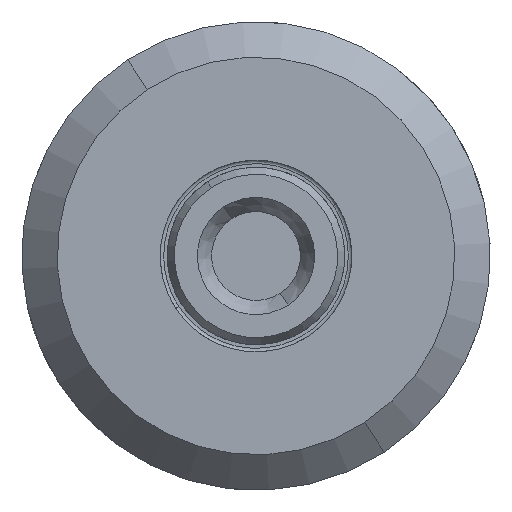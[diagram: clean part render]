
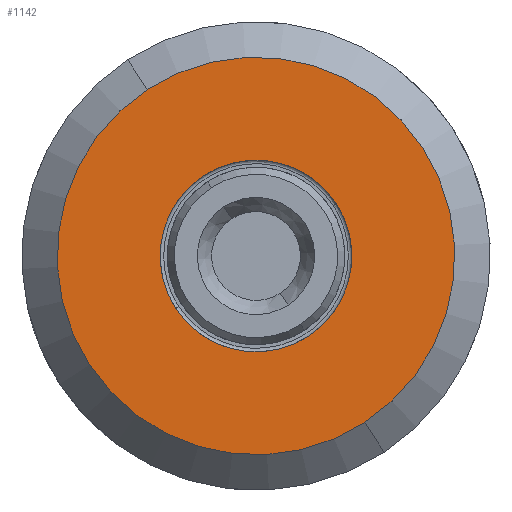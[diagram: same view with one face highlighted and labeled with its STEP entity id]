
A CAD part, front view. The second image highlights one B-rep face of the part: STEP entity #1142.
In plain terms, the highlighted planar face has unit normal (0, -1, 0).
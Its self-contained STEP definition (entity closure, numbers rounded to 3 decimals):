
#30 = AXIS2_PLACEMENT_3D ( 'NONE', #1615, #1880, #1284 ) ;
#45 = CARTESIAN_POINT ( 'NONE',  ( 19.046, 35., 12.443 ) ) ;
#47 = AXIS2_PLACEMENT_3D ( 'NONE', #511, #671, #663 ) ;
#54 = CARTESIAN_POINT ( 'NONE',  ( -11.302, 35., -7.384 ) ) ;
#199 = DIRECTION ( 'NONE',  ( 0.547, 0., -0.837 ) ) ;
#262 = ORIENTED_EDGE ( 'NONE', *, *, #1755, .T. ) ;
#333 = CARTESIAN_POINT ( 'NONE',  ( -15.314, 35., 23.441 ) ) ;
#468 = DIRECTION ( 'NONE',  ( 0., -1., 0. ) ) ;
#483 = EDGE_CURVE ( 'NONE', #1143, #745, #1879, .T. ) ;
#490 = DIRECTION ( 'NONE',  ( -0.547, 0., 0.837 ) ) ;
#493 = FACE_OUTER_BOUND ( 'NONE', #1283, .T. ) ;
#511 = CARTESIAN_POINT ( 'NONE',  ( 0., 35., 0. ) ) ;
#610 = CARTESIAN_POINT ( 'NONE',  ( 0., 35., 0. ) ) ;
#620 = CIRCLE ( 'NONE', #47, 28. ) ;
#647 = EDGE_CURVE ( 'NONE', #745, #1143, #1766, .T. ) ;
#663 = DIRECTION ( 'NONE',  ( -0.547, 0., 0.837 ) ) ;
#671 = DIRECTION ( 'NONE',  ( 0., -1., 0. ) ) ;
#685 = ORIENTED_EDGE ( 'NONE', *, *, #1586, .T. ) ;
#695 = AXIS2_PLACEMENT_3D ( 'NONE', #610, #1643, #199 ) ;
#745 = VERTEX_POINT ( 'NONE', #1253 ) ;
#790 = FACE_BOUND ( 'NONE', #811, .T. ) ;
#811 = EDGE_LOOP ( 'NONE', ( #870, #1578 ) ) ;
#870 = ORIENTED_EDGE ( 'NONE', *, *, #647, .T. ) ;
#1058 = DIRECTION ( 'NONE',  ( 0.547, 0., -0.837 ) ) ;
#1075 = PLANE ( 'NONE',  #1813 ) ;
#1142 = ADVANCED_FACE ( 'NONE', ( #790, #493 ), #1075, .T. ) ;
#1143 = VERTEX_POINT ( 'NONE', #54 ) ;
#1153 = VERTEX_POINT ( 'NONE', #333 ) ;
#1208 = DIRECTION ( 'NONE',  ( 0., -1., 0. ) ) ;
#1253 = CARTESIAN_POINT ( 'NONE',  ( 11.302, 35., 7.384 ) ) ;
#1283 = EDGE_LOOP ( 'NONE', ( #262, #685 ) ) ;
#1284 = DIRECTION ( 'NONE',  ( 0.547, 0., -0.837 ) ) ;
#1539 = CIRCLE ( 'NONE', #1787, 28. ) ;
#1550 = CARTESIAN_POINT ( 'NONE',  ( 15.314, 35., -23.441 ) ) ;
#1578 = ORIENTED_EDGE ( 'NONE', *, *, #483, .T. ) ;
#1586 = EDGE_CURVE ( 'NONE', #1874, #1153, #1539, .T. ) ;
#1615 = CARTESIAN_POINT ( 'NONE',  ( 0., 35., 0. ) ) ;
#1643 = DIRECTION ( 'NONE',  ( 0., 1., 0. ) ) ;
#1651 = CARTESIAN_POINT ( 'NONE',  ( 0., 35., 0. ) ) ;
#1755 = EDGE_CURVE ( 'NONE', #1153, #1874, #620, .T. ) ;
#1766 = CIRCLE ( 'NONE', #695, 13.5 ) ;
#1787 = AXIS2_PLACEMENT_3D ( 'NONE', #1651, #1208, #490 ) ;
#1813 = AXIS2_PLACEMENT_3D ( 'NONE', #45, #468, #1058 ) ;
#1874 = VERTEX_POINT ( 'NONE', #1550 ) ;
#1879 = CIRCLE ( 'NONE', #30, 13.5 ) ;
#1880 = DIRECTION ( 'NONE',  ( 0., 1., 0. ) ) ;
